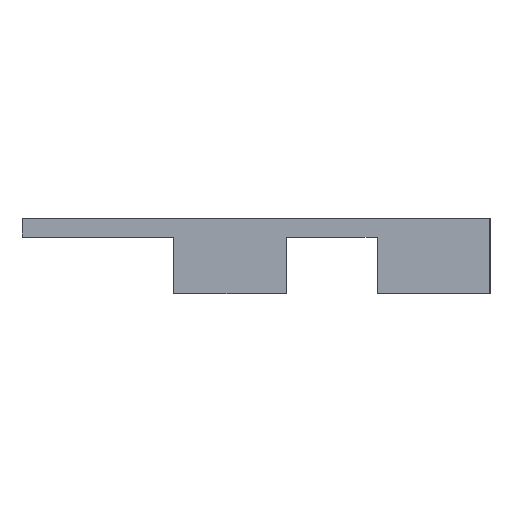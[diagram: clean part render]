
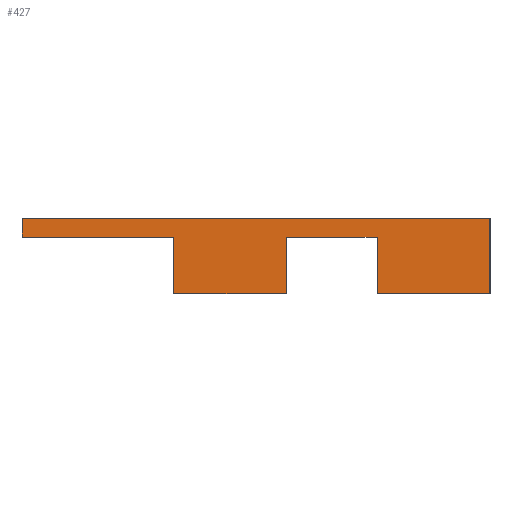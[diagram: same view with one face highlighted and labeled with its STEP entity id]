
A CAD part, left-side view. The second image highlights one B-rep face of the part: STEP entity #427.
In plain terms, the highlighted planar face has unit normal (-1, 0, 0).
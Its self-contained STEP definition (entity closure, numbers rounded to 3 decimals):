
#1 = VECTOR ( 'NONE', #359, 1000. ) ;
#10 = VECTOR ( 'NONE', #292, 1000. ) ;
#13 = LINE ( 'NONE', #223, #10 ) ;
#14 = ORIENTED_EDGE ( 'NONE', *, *, #274, .T. ) ;
#18 = EDGE_CURVE ( 'NONE', #50, #150, #253, .T. ) ;
#22 = LINE ( 'NONE', #161, #408 ) ;
#42 = VERTEX_POINT ( 'NONE', #145 ) ;
#50 = VERTEX_POINT ( 'NONE', #387 ) ;
#61 = VERTEX_POINT ( 'NONE', #295 ) ;
#65 = DIRECTION ( 'NONE',  ( 0., 0., -1. ) ) ;
#77 = CARTESIAN_POINT ( 'NONE',  ( -1500., 469.472, -5. ) ) ;
#79 = VERTEX_POINT ( 'NONE', #428 ) ;
#81 = VECTOR ( 'NONE', #99, 1000. ) ;
#88 = DIRECTION ( 'NONE',  ( 0., -1., 0. ) ) ;
#90 = CARTESIAN_POINT ( 'NONE',  ( -1500., 409.472, -5. ) ) ;
#99 = DIRECTION ( 'NONE',  ( 0., 0., 1. ) ) ;
#110 = CARTESIAN_POINT ( 'NONE',  ( -1500., 361.347, -35. ) ) ;
#125 = ORIENTED_EDGE ( 'NONE', *, *, #140, .T. ) ;
#134 = CARTESIAN_POINT ( 'NONE',  ( -1500., -550., 5. ) ) ;
#137 = VECTOR ( 'NONE', #206, 1000. ) ;
#140 = EDGE_CURVE ( 'NONE', #192, #42, #22, .T. ) ;
#144 = LINE ( 'NONE', #148, #1 ) ;
#145 = CARTESIAN_POINT ( 'NONE',  ( -1500., 550., -5. ) ) ;
#148 = CARTESIAN_POINT ( 'NONE',  ( -1500., 469.472, -35. ) ) ;
#150 = VERTEX_POINT ( 'NONE', #304 ) ;
#153 = VERTEX_POINT ( 'NONE', #90 ) ;
#154 = ORIENTED_EDGE ( 'NONE', *, *, #241, .F. ) ;
#161 = CARTESIAN_POINT ( 'NONE',  ( -1500., 550., 5. ) ) ;
#162 = EDGE_CURVE ( 'NONE', #61, #220, #233, .T. ) ;
#163 = FACE_OUTER_BOUND ( 'NONE', #201, .T. ) ;
#164 = ORIENTED_EDGE ( 'NONE', *, *, #275, .T. ) ;
#167 = CARTESIAN_POINT ( 'NONE',  ( -1500., 361.347, -35. ) ) ;
#188 = VERTEX_POINT ( 'NONE', #259 ) ;
#192 = VERTEX_POINT ( 'NONE', #391 ) ;
#194 = CARTESIAN_POINT ( 'NONE',  ( -1500., -550., -5. ) ) ;
#201 = EDGE_LOOP ( 'NONE', ( #419, #285, #125, #14, #357, #154, #286, #164, #367, #210 ) ) ;
#206 = DIRECTION ( 'NONE',  ( 0., 1., 0. ) ) ;
#210 = ORIENTED_EDGE ( 'NONE', *, *, #354, .F. ) ;
#214 = LINE ( 'NONE', #280, #331 ) ;
#215 = VECTOR ( 'NONE', #315, 1000. ) ;
#220 = VERTEX_POINT ( 'NONE', #362 ) ;
#223 = CARTESIAN_POINT ( 'NONE',  ( -1500., 469.472, -35. ) ) ;
#231 = CARTESIAN_POINT ( 'NONE',  ( -1500., -550., -5. ) ) ;
#233 = LINE ( 'NONE', #268, #81 ) ;
#234 = LINE ( 'NONE', #430, #243 ) ;
#236 = EDGE_CURVE ( 'NONE', #79, #153, #214, .T. ) ;
#241 = EDGE_CURVE ( 'NONE', #79, #188, #144, .T. ) ;
#243 = VECTOR ( 'NONE', #307, 1000. ) ;
#253 = LINE ( 'NONE', #110, #215 ) ;
#259 = CARTESIAN_POINT ( 'NONE',  ( -1500., 469.472, -35. ) ) ;
#268 = CARTESIAN_POINT ( 'NONE',  ( -1500., 301.347, -35. ) ) ;
#270 = AXIS2_PLACEMENT_3D ( 'NONE', #134, #336, #65 ) ;
#274 = EDGE_CURVE ( 'NONE', #42, #333, #284, .T. ) ;
#275 = EDGE_CURVE ( 'NONE', #153, #150, #324, .T. ) ;
#280 = CARTESIAN_POINT ( 'NONE',  ( -1500., 409.472, -35. ) ) ;
#284 = LINE ( 'NONE', #194, #429 ) ;
#285 = ORIENTED_EDGE ( 'NONE', *, *, #403, .F. ) ;
#286 = ORIENTED_EDGE ( 'NONE', *, *, #236, .T. ) ;
#292 = DIRECTION ( 'NONE',  ( 0., 0., 1. ) ) ;
#295 = CARTESIAN_POINT ( 'NONE',  ( -1500., 301.347, -35. ) ) ;
#299 = DIRECTION ( 'NONE',  ( 0., 0., -1. ) ) ;
#304 = CARTESIAN_POINT ( 'NONE',  ( -1500., 361.347, -5. ) ) ;
#307 = DIRECTION ( 'NONE',  ( 0., -1., 0. ) ) ;
#315 = DIRECTION ( 'NONE',  ( 0., 0., 1. ) ) ;
#324 = LINE ( 'NONE', #231, #371 ) ;
#331 = VECTOR ( 'NONE', #355, 1000. ) ;
#333 = VERTEX_POINT ( 'NONE', #77 ) ;
#336 = DIRECTION ( 'NONE',  ( 1., 0., 0. ) ) ;
#351 = EDGE_CURVE ( 'NONE', #188, #333, #13, .T. ) ;
#354 = EDGE_CURVE ( 'NONE', #61, #50, #417, .T. ) ;
#355 = DIRECTION ( 'NONE',  ( 0., 0., 1. ) ) ;
#357 = ORIENTED_EDGE ( 'NONE', *, *, #351, .F. ) ;
#359 = DIRECTION ( 'NONE',  ( 0., 1., 0. ) ) ;
#362 = CARTESIAN_POINT ( 'NONE',  ( -1500., 301.347, 5. ) ) ;
#367 = ORIENTED_EDGE ( 'NONE', *, *, #18, .F. ) ;
#371 = VECTOR ( 'NONE', #410, 1000. ) ;
#387 = CARTESIAN_POINT ( 'NONE',  ( -1500., 361.347, -35. ) ) ;
#391 = CARTESIAN_POINT ( 'NONE',  ( -1500., 550., 5. ) ) ;
#400 = PLANE ( 'NONE',  #270 ) ;
#403 = EDGE_CURVE ( 'NONE', #192, #220, #234, .T. ) ;
#408 = VECTOR ( 'NONE', #299, 1000. ) ;
#410 = DIRECTION ( 'NONE',  ( 0., -1., 0. ) ) ;
#417 = LINE ( 'NONE', #167, #137 ) ;
#419 = ORIENTED_EDGE ( 'NONE', *, *, #162, .T. ) ;
#427 = ADVANCED_FACE ( 'NONE', ( #163 ), #400, .F. ) ;
#428 = CARTESIAN_POINT ( 'NONE',  ( -1500., 409.472, -35. ) ) ;
#429 = VECTOR ( 'NONE', #88, 1000. ) ;
#430 = CARTESIAN_POINT ( 'NONE',  ( -1500., -550., 5. ) ) ;
